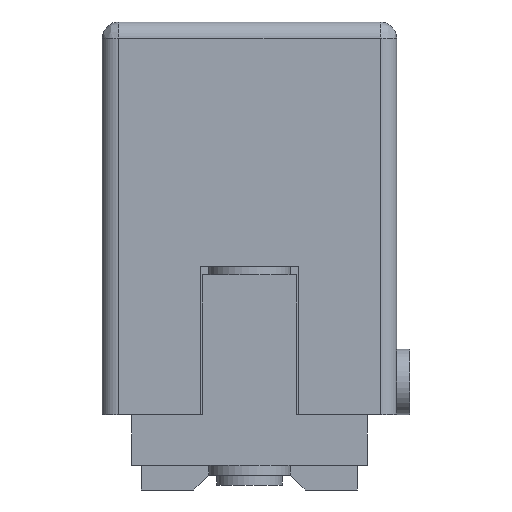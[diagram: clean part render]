
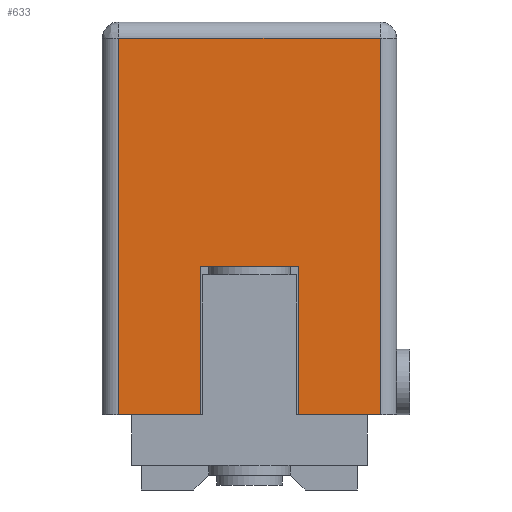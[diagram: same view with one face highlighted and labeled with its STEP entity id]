
A CAD part, front view. The second image highlights one B-rep face of the part: STEP entity #633.
In plain terms, the highlighted planar face has unit normal (0, -1, 0).
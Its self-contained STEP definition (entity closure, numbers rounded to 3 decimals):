
#12 = VERTEX_POINT ( 'NONE', #2492 ) ;
#23 = VECTOR ( 'NONE', #1700, 1000. ) ;
#60 = EDGE_CURVE ( 'NONE', #1481, #1112, #1170, .T. ) ;
#189 = LINE ( 'NONE', #3084, #1816 ) ;
#204 = DIRECTION ( 'NONE',  ( 1., 0., 0. ) ) ;
#220 = CARTESIAN_POINT ( 'NONE',  ( -4.5, 0., 6.65 ) ) ;
#270 = VECTOR ( 'NONE', #575, 1000. ) ;
#501 = DIRECTION ( 'NONE',  ( -1., 0., 0. ) ) ;
#533 = CARTESIAN_POINT ( 'NONE',  ( -4.5, 0., -0.325 ) ) ;
#547 = EDGE_LOOP ( 'NONE', ( #1784, #3045, #2240, #3082, #842, #758, #1896, #1115 ) ) ;
#575 = DIRECTION ( 'NONE',  ( 0., 0., -1. ) ) ;
#633 = ADVANCED_FACE ( 'NONE', ( #1049 ), #2391, .T. ) ;
#711 = CARTESIAN_POINT ( 'NONE',  ( -1.5, 0., -4.85 ) ) ;
#740 = LINE ( 'NONE', #2272, #2593 ) ;
#758 = ORIENTED_EDGE ( 'NONE', *, *, #1580, .T. ) ;
#807 = VERTEX_POINT ( 'NONE', #2421 ) ;
#842 = ORIENTED_EDGE ( 'NONE', *, *, #2561, .T. ) ;
#908 = CARTESIAN_POINT ( 'NONE',  ( 1.5, 0., -0.325 ) ) ;
#936 = LINE ( 'NONE', #1581, #270 ) ;
#970 = CARTESIAN_POINT ( 'NONE',  ( -4., 0., -4.85 ) ) ;
#1049 = FACE_OUTER_BOUND ( 'NONE', #547, .T. ) ;
#1104 = AXIS2_PLACEMENT_3D ( 'NONE', #1433, #2653, #204 ) ;
#1112 = VERTEX_POINT ( 'NONE', #1576 ) ;
#1115 = ORIENTED_EDGE ( 'NONE', *, *, #2935, .T. ) ;
#1150 = VERTEX_POINT ( 'NONE', #2777 ) ;
#1170 = LINE ( 'NONE', #2263, #1660 ) ;
#1206 = VECTOR ( 'NONE', #1926, 1000. ) ;
#1317 = EDGE_CURVE ( 'NONE', #1150, #807, #2328, .T. ) ;
#1372 = CARTESIAN_POINT ( 'NONE',  ( 1.5, 0., -4.85 ) ) ;
#1385 = EDGE_CURVE ( 'NONE', #807, #2046, #1756, .T. ) ;
#1433 = CARTESIAN_POINT ( 'NONE',  ( -4.5, 0., -4.85 ) ) ;
#1481 = VERTEX_POINT ( 'NONE', #2270 ) ;
#1576 = CARTESIAN_POINT ( 'NONE',  ( 4., 0., 6.65 ) ) ;
#1580 = EDGE_CURVE ( 'NONE', #2544, #1481, #740, .T. ) ;
#1581 = CARTESIAN_POINT ( 'NONE',  ( -4., 0., -4.85 ) ) ;
#1660 = VECTOR ( 'NONE', #2096, 1000. ) ;
#1700 = DIRECTION ( 'NONE',  ( 1., 0., 0. ) ) ;
#1756 = LINE ( 'NONE', #533, #23 ) ;
#1784 = ORIENTED_EDGE ( 'NONE', *, *, #1943, .T. ) ;
#1816 = VECTOR ( 'NONE', #3073, 1000. ) ;
#1846 = VECTOR ( 'NONE', #501, 1000. ) ;
#1877 = VECTOR ( 'NONE', #2558, 1000. ) ;
#1896 = ORIENTED_EDGE ( 'NONE', *, *, #60, .T. ) ;
#1926 = DIRECTION ( 'NONE',  ( 0., 0., 1. ) ) ;
#1943 = EDGE_CURVE ( 'NONE', #12, #2733, #936, .T. ) ;
#1963 = LINE ( 'NONE', #220, #1846 ) ;
#2046 = VERTEX_POINT ( 'NONE', #908 ) ;
#2096 = DIRECTION ( 'NONE',  ( 0., 0., 1. ) ) ;
#2240 = ORIENTED_EDGE ( 'NONE', *, *, #1317, .T. ) ;
#2263 = CARTESIAN_POINT ( 'NONE',  ( 4., 0., -4.85 ) ) ;
#2270 = CARTESIAN_POINT ( 'NONE',  ( 4., 0., -4.85 ) ) ;
#2272 = CARTESIAN_POINT ( 'NONE',  ( 0., 0., -4.85 ) ) ;
#2307 = DIRECTION ( 'NONE',  ( 1., 0., 0. ) ) ;
#2328 = LINE ( 'NONE', #711, #1206 ) ;
#2353 = CARTESIAN_POINT ( 'NONE',  ( 1.5, 0., -4.85 ) ) ;
#2391 = PLANE ( 'NONE',  #1104 ) ;
#2421 = CARTESIAN_POINT ( 'NONE',  ( -1.5, 0., -0.325 ) ) ;
#2492 = CARTESIAN_POINT ( 'NONE',  ( -4., 0., 6.65 ) ) ;
#2544 = VERTEX_POINT ( 'NONE', #2353 ) ;
#2558 = DIRECTION ( 'NONE',  ( 0., 0., -1. ) ) ;
#2561 = EDGE_CURVE ( 'NONE', #2046, #2544, #2613, .T. ) ;
#2593 = VECTOR ( 'NONE', #2307, 1000. ) ;
#2613 = LINE ( 'NONE', #1372, #1877 ) ;
#2653 = DIRECTION ( 'NONE',  ( 0., -1., 0. ) ) ;
#2733 = VERTEX_POINT ( 'NONE', #970 ) ;
#2777 = CARTESIAN_POINT ( 'NONE',  ( -1.5, 0., -4.85 ) ) ;
#2935 = EDGE_CURVE ( 'NONE', #1112, #12, #1963, .T. ) ;
#3041 = EDGE_CURVE ( 'NONE', #2733, #1150, #189, .T. ) ;
#3045 = ORIENTED_EDGE ( 'NONE', *, *, #3041, .T. ) ;
#3073 = DIRECTION ( 'NONE',  ( 1., 0., 0. ) ) ;
#3082 = ORIENTED_EDGE ( 'NONE', *, *, #1385, .T. ) ;
#3084 = CARTESIAN_POINT ( 'NONE',  ( 0., 0., -4.85 ) ) ;
